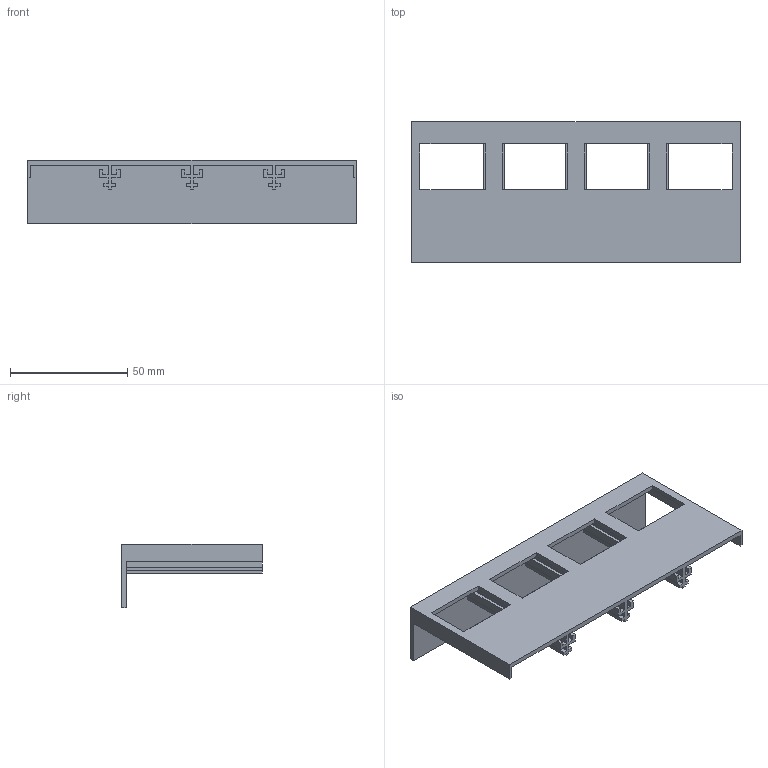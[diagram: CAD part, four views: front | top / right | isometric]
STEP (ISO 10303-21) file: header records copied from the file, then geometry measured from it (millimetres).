
FILE_DESCRIPTION(('CATIA V5 STEP Exchange'),'2;1');
FILE_NAME('1SDH001294R0125_1PA_001_00_A2_4p_LTC_sup.stp','2014-12-04T15:43:49+00:00',('none'),('none'),'CATIA Version 5 Release 20 SP 1 (IN-10)','CATIA V5 STEP AP214','none');
FILE_SCHEMA(('AUTOMOTIVE_DESIGN { 1 0 10303 214 1 1 1 1 }'));
Length unit declared in the file: millimetre
Products named in the file (1): 1SDH001294R0125_1PA_001_00_A2_4p_LTC_sup
Bounding box: 140 x 60 x 27 mm (x, y, z)
Volume: 26787.9 mm3; surface area: 31155 mm2
Topology: 1 solids, 1 shells, 100 faces, 294 edges, 196 vertices
Faces by surface type: plane 100
Entity records: 3052 total; most frequent: ORIENTED_EDGE 588, CARTESIAN_POINT 542, DIRECTION 396, VECTOR 294, EDGE_CURVE 294, LINE 294, VERTEX_POINT 196, EDGE_LOOP 108
